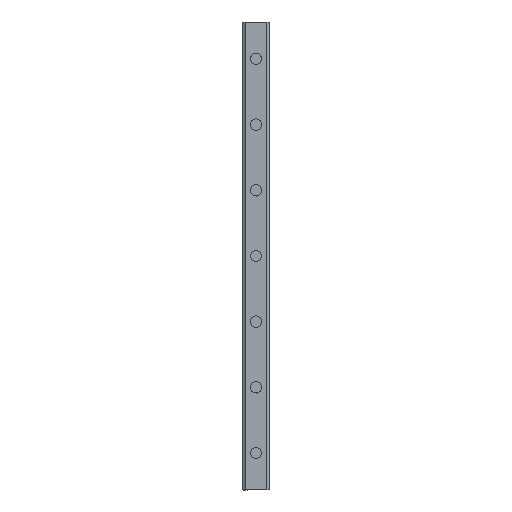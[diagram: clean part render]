
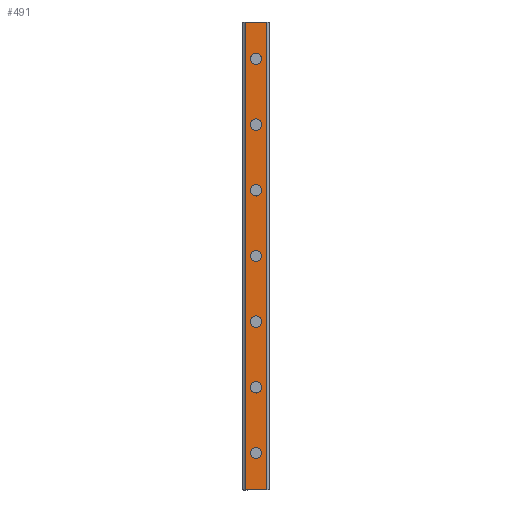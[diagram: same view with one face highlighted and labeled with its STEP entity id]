
A CAD part, top view. The second image highlights one B-rep face of the part: STEP entity #491.
In plain terms, the highlighted planar face has unit normal (0, 0, 1).
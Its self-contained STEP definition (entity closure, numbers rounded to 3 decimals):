
#491=ADVANCED_FACE('',(#1008,#1009,#1010,#1011,#1012,#1013,#1014,#1015),#1016,.T.);
#1008=FACE_BOUND('',#1551,.T.);
#1009=FACE_BOUND('',#1552,.T.);
#1010=FACE_BOUND('',#1553,.T.);
#1011=FACE_BOUND('',#1554,.T.);
#1012=FACE_BOUND('',#1555,.T.);
#1013=FACE_BOUND('',#1556,.T.);
#1014=FACE_BOUND('',#1557,.T.);
#1015=FACE_OUTER_BOUND('',#1558,.T.);
#1016=PLANE('',#1559);
#1551=EDGE_LOOP('',(#2967,#2968));
#1552=EDGE_LOOP('',(#2969,#2970));
#1553=EDGE_LOOP('',(#2971,#2972));
#1554=EDGE_LOOP('',(#2973,#2974));
#1555=EDGE_LOOP('',(#2975,#2976));
#1556=EDGE_LOOP('',(#2977,#2978));
#1557=EDGE_LOOP('',(#2979,#2980));
#1558=EDGE_LOOP('',(#2981,#2982,#2983,#2984));
#1559=AXIS2_PLACEMENT_3D('',#2985,#2986,#2987);
#2967=ORIENTED_EDGE('',*,*,#3238,.T.);
#2968=ORIENTED_EDGE('',*,*,#3645,.T.);
#2969=ORIENTED_EDGE('',*,*,#3228,.T.);
#2970=ORIENTED_EDGE('',*,*,#3651,.T.);
#2971=ORIENTED_EDGE('',*,*,#3218,.T.);
#2972=ORIENTED_EDGE('',*,*,#3657,.T.);
#2973=ORIENTED_EDGE('',*,*,#3208,.T.);
#2974=ORIENTED_EDGE('',*,*,#3663,.T.);
#2975=ORIENTED_EDGE('',*,*,#3198,.T.);
#2976=ORIENTED_EDGE('',*,*,#3669,.T.);
#2977=ORIENTED_EDGE('',*,*,#3188,.T.);
#2978=ORIENTED_EDGE('',*,*,#3675,.T.);
#2979=ORIENTED_EDGE('',*,*,#3178,.T.);
#2980=ORIENTED_EDGE('',*,*,#3681,.T.);
#2981=ORIENTED_EDGE('',*,*,#3624,.T.);
#2982=ORIENTED_EDGE('',*,*,#3728,.F.);
#2983=ORIENTED_EDGE('',*,*,#3494,.T.);
#2984=ORIENTED_EDGE('',*,*,#3726,.T.);
#2985=CARTESIAN_POINT('',(0.0,570.0,27.5));
#2986=DIRECTION('',(0.0,0.0,1.0));
#2987=DIRECTION('',(-1.0,0.0,0.0));
#3178=EDGE_CURVE('',#3784,#3781,#3785,.T.);
#3188=EDGE_CURVE('',#3802,#3799,#3803,.T.);
#3198=EDGE_CURVE('',#3820,#3817,#3821,.T.);
#3208=EDGE_CURVE('',#3838,#3835,#3839,.T.);
#3218=EDGE_CURVE('',#3856,#3853,#3857,.T.);
#3228=EDGE_CURVE('',#3874,#3871,#3875,.T.);
#3238=EDGE_CURVE('',#3892,#3889,#3893,.T.);
#3494=EDGE_CURVE('',#4276,#4274,#4277,.T.);
#3624=EDGE_CURVE('',#4491,#4489,#4492,.T.);
#3645=EDGE_CURVE('',#3889,#3892,#4531,.T.);
#3651=EDGE_CURVE('',#3871,#3874,#4537,.T.);
#3657=EDGE_CURVE('',#3853,#3856,#4543,.T.);
#3663=EDGE_CURVE('',#3835,#3838,#4549,.T.);
#3669=EDGE_CURVE('',#3817,#3820,#4555,.T.);
#3675=EDGE_CURVE('',#3799,#3802,#4561,.T.);
#3681=EDGE_CURVE('',#3781,#3784,#4567,.T.);
#3726=EDGE_CURVE('',#4274,#4491,#4612,.T.);
#3728=EDGE_CURVE('',#4276,#4489,#4614,.T.);
#3781=VERTEX_POINT('',#4669);
#3784=VERTEX_POINT('',#4673);
#3785=CIRCLE('',#4674,7.0);
#3799=VERTEX_POINT('',#4691);
#3802=VERTEX_POINT('',#4695);
#3803=CIRCLE('',#4696,7.0);
#3817=VERTEX_POINT('',#4713);
#3820=VERTEX_POINT('',#4717);
#3821=CIRCLE('',#4718,7.0);
#3835=VERTEX_POINT('',#4735);
#3838=VERTEX_POINT('',#4739);
#3839=CIRCLE('',#4740,7.0);
#3853=VERTEX_POINT('',#4757);
#3856=VERTEX_POINT('',#4761);
#3857=CIRCLE('',#4762,7.0);
#3871=VERTEX_POINT('',#4779);
#3874=VERTEX_POINT('',#4783);
#3875=CIRCLE('',#4784,7.0);
#3889=VERTEX_POINT('',#4801);
#3892=VERTEX_POINT('',#4805);
#3893=CIRCLE('',#4806,7.0);
#4274=VERTEX_POINT('',#5327);
#4276=VERTEX_POINT('',#5330);
#4277=LINE('',#5331,#5332);
#4489=VERTEX_POINT('',#5630);
#4491=VERTEX_POINT('',#5633);
#4492=LINE('',#5634,#5635);
#4531=CIRCLE('',#5684,7.0);
#4537=CIRCLE('',#5690,7.0);
#4543=CIRCLE('',#5696,7.0);
#4549=CIRCLE('',#5702,7.0);
#4555=CIRCLE('',#5708,7.0);
#4561=CIRCLE('',#5714,7.0);
#4567=CIRCLE('',#5720,7.0);
#4612=LINE('',#5785,#5786);
#4614=LINE('',#5788,#5789);
#4669=CARTESIAN_POINT('',(7.0,45.0,27.5));
#4673=CARTESIAN_POINT('',(-7.0,45.0,27.5));
#4674=AXIS2_PLACEMENT_3D('',#5861,#5862,#5863);
#4691=CARTESIAN_POINT('',(7.0,125.0,27.5));
#4695=CARTESIAN_POINT('',(-7.0,125.0,27.5));
#4696=AXIS2_PLACEMENT_3D('',#5877,#5878,#5879);
#4713=CARTESIAN_POINT('',(7.0,205.0,27.5));
#4717=CARTESIAN_POINT('',(-7.0,205.0,27.5));
#4718=AXIS2_PLACEMENT_3D('',#5893,#5894,#5895);
#4735=CARTESIAN_POINT('',(7.0,285.0,27.5));
#4739=CARTESIAN_POINT('',(-7.0,285.0,27.5));
#4740=AXIS2_PLACEMENT_3D('',#5909,#5910,#5911);
#4757=CARTESIAN_POINT('',(7.0,365.0,27.5));
#4761=CARTESIAN_POINT('',(-7.0,365.0,27.5));
#4762=AXIS2_PLACEMENT_3D('',#5925,#5926,#5927);
#4779=CARTESIAN_POINT('',(7.0,445.0,27.5));
#4783=CARTESIAN_POINT('',(-7.0,445.0,27.5));
#4784=AXIS2_PLACEMENT_3D('',#5941,#5942,#5943);
#4801=CARTESIAN_POINT('',(7.0,525.0,27.5));
#4805=CARTESIAN_POINT('',(-7.0,525.0,27.5));
#4806=AXIS2_PLACEMENT_3D('',#5957,#5958,#5959);
#5327=CARTESIAN_POINT('',(-13.042,570.0,27.5));
#5330=CARTESIAN_POINT('',(13.042,570.0,27.5));
#5331=CARTESIAN_POINT('',(13.042,570.0,27.5));
#5332=VECTOR('',#6236,1.0);
#5630=CARTESIAN_POINT('',(13.042,0.0,27.5));
#5633=CARTESIAN_POINT('',(-13.042,0.0,27.5));
#5634=CARTESIAN_POINT('',(13.042,0.0,27.5));
#5635=VECTOR('',#6378,1.0);
#5684=AXIS2_PLACEMENT_3D('',#6416,#6417,#6418);
#5690=AXIS2_PLACEMENT_3D('',#6425,#6426,#6427);
#5696=AXIS2_PLACEMENT_3D('',#6434,#6435,#6436);
#5702=AXIS2_PLACEMENT_3D('',#6443,#6444,#6445);
#5708=AXIS2_PLACEMENT_3D('',#6452,#6453,#6454);
#5714=AXIS2_PLACEMENT_3D('',#6461,#6462,#6463);
#5720=AXIS2_PLACEMENT_3D('',#6470,#6471,#6472);
#5785=CARTESIAN_POINT('',(-13.042,570.0,27.5));
#5786=VECTOR('',#6499,1.0);
#5788=CARTESIAN_POINT('',(13.042,570.0,27.5));
#5789=VECTOR('',#6500,1.0);
#5861=CARTESIAN_POINT('',(0.0,45.0,27.5));
#5862=DIRECTION('',(0.0,0.0,-1.0));
#5863=DIRECTION('',(1.0,0.0,0.0));
#5877=CARTESIAN_POINT('',(0.0,125.0,27.5));
#5878=DIRECTION('',(0.0,0.0,-1.0));
#5879=DIRECTION('',(1.0,0.0,0.0));
#5893=CARTESIAN_POINT('',(0.0,205.0,27.5));
#5894=DIRECTION('',(0.0,0.0,-1.0));
#5895=DIRECTION('',(1.0,0.0,0.0));
#5909=CARTESIAN_POINT('',(0.0,285.0,27.5));
#5910=DIRECTION('',(0.0,0.0,-1.0));
#5911=DIRECTION('',(1.0,0.0,0.0));
#5925=CARTESIAN_POINT('',(0.0,365.0,27.5));
#5926=DIRECTION('',(0.0,0.0,-1.0));
#5927=DIRECTION('',(1.0,0.0,0.0));
#5941=CARTESIAN_POINT('',(0.0,445.0,27.5));
#5942=DIRECTION('',(0.0,0.0,-1.0));
#5943=DIRECTION('',(1.0,0.0,0.0));
#5957=CARTESIAN_POINT('',(0.0,525.0,27.5));
#5958=DIRECTION('',(0.0,0.0,-1.0));
#5959=DIRECTION('',(1.0,0.0,0.0));
#6236=DIRECTION('',(-1.0,0.0,0.0));
#6378=DIRECTION('',(1.0,0.0,0.0));
#6416=CARTESIAN_POINT('',(0.0,525.0,27.5));
#6417=DIRECTION('',(0.0,0.0,-1.0));
#6418=DIRECTION('',(1.0,0.0,0.0));
#6425=CARTESIAN_POINT('',(0.0,445.0,27.5));
#6426=DIRECTION('',(0.0,0.0,-1.0));
#6427=DIRECTION('',(1.0,0.0,0.0));
#6434=CARTESIAN_POINT('',(0.0,365.0,27.5));
#6435=DIRECTION('',(0.0,0.0,-1.0));
#6436=DIRECTION('',(1.0,0.0,0.0));
#6443=CARTESIAN_POINT('',(0.0,285.0,27.5));
#6444=DIRECTION('',(0.0,0.0,-1.0));
#6445=DIRECTION('',(1.0,0.0,0.0));
#6452=CARTESIAN_POINT('',(0.0,205.0,27.5));
#6453=DIRECTION('',(0.0,0.0,-1.0));
#6454=DIRECTION('',(1.0,0.0,0.0));
#6461=CARTESIAN_POINT('',(0.0,125.0,27.5));
#6462=DIRECTION('',(0.0,0.0,-1.0));
#6463=DIRECTION('',(1.0,0.0,0.0));
#6470=CARTESIAN_POINT('',(0.0,45.0,27.5));
#6471=DIRECTION('',(0.0,0.0,-1.0));
#6472=DIRECTION('',(1.0,0.0,0.0));
#6499=DIRECTION('',(0.0,-1.0,0.0));
#6500=DIRECTION('',(0.0,-1.0,0.0));
